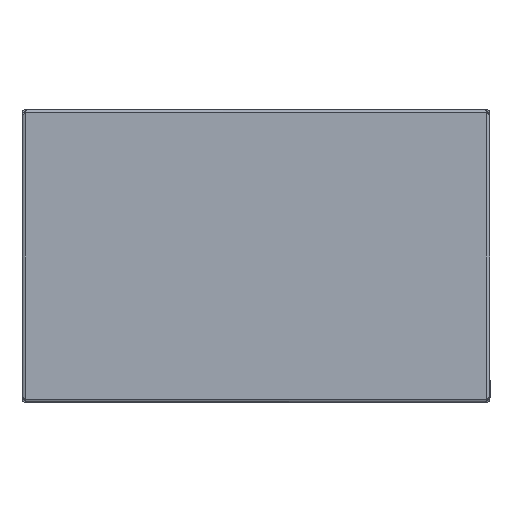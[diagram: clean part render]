
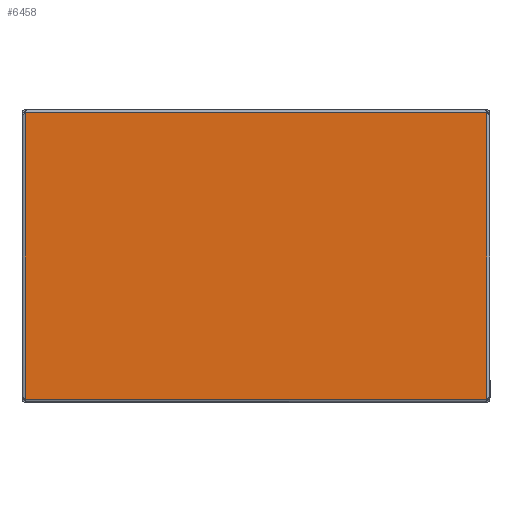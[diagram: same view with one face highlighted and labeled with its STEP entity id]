
A CAD part, front view. The second image highlights one B-rep face of the part: STEP entity #6458.
In plain terms, the highlighted planar face has unit normal (0, -1, 0).
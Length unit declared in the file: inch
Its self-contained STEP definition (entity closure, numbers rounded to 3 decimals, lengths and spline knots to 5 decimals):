
#193 = VERTEX_POINT ( 'NONE', #2150 ) ;
#265 = LINE ( 'NONE', #7192, #1073 ) ;
#657 = EDGE_LOOP ( 'NONE', ( #720, #2051, #1854, #5178 ) ) ;
#717 = AXIS2_PLACEMENT_3D ( 'NONE', #3173, #3789, #5998 ) ;
#720 = ORIENTED_EDGE ( 'NONE', *, *, #3724, .T. ) ;
#1073 = VECTOR ( 'NONE', #2008, 39.37008 ) ;
#1074 = EDGE_CURVE ( 'NONE', #1075, #3975, #2388, .T. ) ;
#1075 = VERTEX_POINT ( 'NONE', #4594 ) ;
#1238 = EDGE_CURVE ( 'NONE', #193, #1075, #265, .T. ) ;
#1633 = EDGE_CURVE ( 'NONE', #2204, #193, #5696, .T. ) ;
#1854 = ORIENTED_EDGE ( 'NONE', *, *, #1238, .T. ) ;
#2008 = DIRECTION ( 'NONE',  ( 0., 0., 1. ) ) ;
#2051 = ORIENTED_EDGE ( 'NONE', *, *, #1633, .T. ) ;
#2150 = CARTESIAN_POINT ( 'NONE',  ( 11.83352, 0., -15.66504 ) ) ;
#2204 = VERTEX_POINT ( 'NONE', #4573 ) ;
#2244 = CARTESIAN_POINT ( 'NONE',  ( -11.83352, 0., 0. ) ) ;
#2388 = LINE ( 'NONE', #6352, #5326 ) ;
#3173 = CARTESIAN_POINT ( 'NONE',  ( -20.9548, 0., 0. ) ) ;
#3284 = CARTESIAN_POINT ( 'NONE',  ( -11.83352, 0., -0.99806 ) ) ;
#3724 = EDGE_CURVE ( 'NONE', #3975, #2204, #6355, .T. ) ;
#3746 = FACE_OUTER_BOUND ( 'NONE', #657, .T. ) ;
#3789 = DIRECTION ( 'NONE',  ( 0., -1., 0. ) ) ;
#3975 = VERTEX_POINT ( 'NONE', #3284 ) ;
#4143 = DIRECTION ( 'NONE',  ( -1., 0., 0. ) ) ;
#4573 = CARTESIAN_POINT ( 'NONE',  ( -11.83352, 0., -15.66504 ) ) ;
#4594 = CARTESIAN_POINT ( 'NONE',  ( 11.83352, 0., -0.99806 ) ) ;
#5178 = ORIENTED_EDGE ( 'NONE', *, *, #1074, .T. ) ;
#5326 = VECTOR ( 'NONE', #4143, 39.37008 ) ;
#5696 = LINE ( 'NONE', #6948, #6243 ) ;
#5709 = VECTOR ( 'NONE', #7391, 39.37008 ) ;
#5998 = DIRECTION ( 'NONE',  ( 0., 0., -1. ) ) ;
#6243 = VECTOR ( 'NONE', #6876, 39.37008 ) ;
#6352 = CARTESIAN_POINT ( 'NONE',  ( -20.9548, 0., -0.99806 ) ) ;
#6355 = LINE ( 'NONE', #2244, #5709 ) ;
#6458 = ADVANCED_FACE ( 'NONE', ( #3746 ), #6680, .T. ) ;
#6680 = PLANE ( 'NONE',  #717 ) ;
#6876 = DIRECTION ( 'NONE',  ( 1., 0., 0. ) ) ;
#6948 = CARTESIAN_POINT ( 'NONE',  ( -20.9548, 0., -15.66504 ) ) ;
#7192 = CARTESIAN_POINT ( 'NONE',  ( 11.83352, 0., 0. ) ) ;
#7391 = DIRECTION ( 'NONE',  ( 0., 0., -1. ) ) ;
